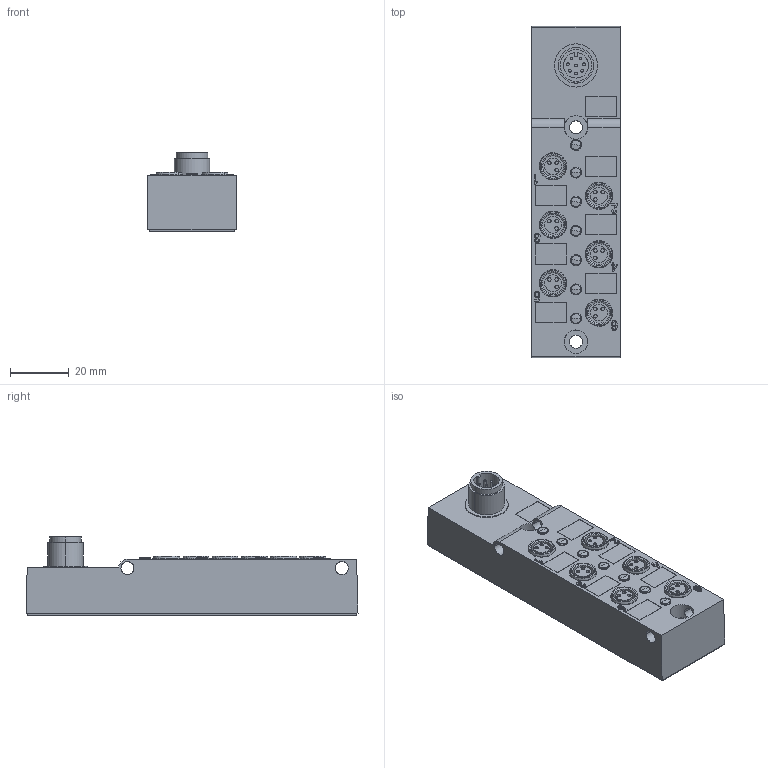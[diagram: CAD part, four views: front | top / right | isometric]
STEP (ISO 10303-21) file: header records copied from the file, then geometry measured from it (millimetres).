
FILE_DESCRIPTION((''),'2;1');
FILE_NAME('DM_CAD-2041','2014-11-27T',('Creinig-se'),(''),'PRO/ENGINEER BY PARAMETRIC TECHNOLOGY CORPORATION, 2013050','PRO/ENGINEER BY PARAMETRIC TECHNOLOGY CORPORATION, 2013050','');
FILE_SCHEMA(('CONFIG_CONTROL_DESIGN'));
Length unit declared in the file: millimetre
Products named in the file (1): DM_CAD-2041
Bounding box: 30 x 112.57 x 26.6 mm (x, y, z)
Volume: 60091.7 mm3; surface area: 15441.5 mm2
Topology: 1 solids, 1 shells, 562 faces, 1493 edges, 987 vertices
Faces by surface type: plane 378, cylinder 132, torus 14, sphere 14, cone 12, revolution 12
Entity records: 23581 total; most frequent: CARTESIAN_POINT 3274, ORIENTED_EDGE 2958, DIRECTION 2935, PRESENTATION_STYLE_ASSIGNMENT 1606, STYLED_ITEM 1480, CURVE_STYLE 1479, EDGE_CURVE 1479, VECTOR 1075
